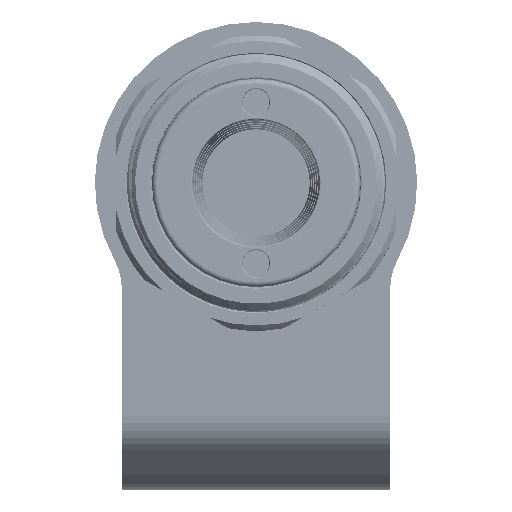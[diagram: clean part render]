
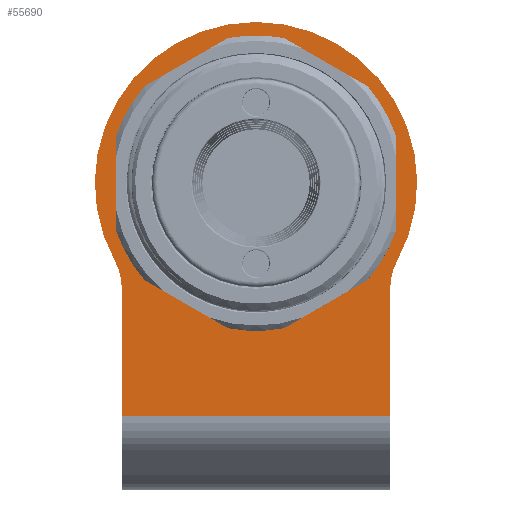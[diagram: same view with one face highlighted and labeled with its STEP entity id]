
A CAD part, top view. The second image highlights one B-rep face of the part: STEP entity #55690.
In plain terms, the highlighted planar face has unit normal (0, 0, 1).
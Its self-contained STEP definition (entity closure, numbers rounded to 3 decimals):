
#212 = PLANE ( 'NONE',  #99949 ) ;
#5240 = DIRECTION ( 'NONE',  ( -1., 0., 0. ) ) ;
#7599 = EDGE_CURVE ( 'NONE', #53031, #26557, #41523, .T. ) ;
#7849 = VECTOR ( 'NONE', #17303, 1000. ) ;
#8036 = LINE ( 'NONE', #96247, #7849 ) ;
#9122 = DIRECTION ( 'NONE',  ( 0., 0., -1. ) ) ;
#10878 = EDGE_CURVE ( 'NONE', #87128, #24932, #98257, .T. ) ;
#12261 = CARTESIAN_POINT ( 'NONE',  ( -25., 37.635, 0. ) ) ;
#16062 = CARTESIAN_POINT ( 'NONE',  ( 0., 57., 0. ) ) ;
#17303 = DIRECTION ( 'NONE',  ( 0., 1., 0. ) ) ;
#21578 = EDGE_CURVE ( 'NONE', #97811, #24932, #58618, .T. ) ;
#22758 = CIRCLE ( 'NONE', #70682, 24.25 ) ;
#24039 = DIRECTION ( 'NONE',  ( 1., 0., 0. ) ) ;
#24288 = CARTESIAN_POINT ( 'NONE',  ( -25., 37.635, 0. ) ) ;
#24932 = VERTEX_POINT ( 'NONE', #45331 ) ;
#25423 = CARTESIAN_POINT ( 'NONE',  ( 0., 57., 0. ) ) ;
#26557 = VERTEX_POINT ( 'NONE', #81500 ) ;
#31221 = VERTEX_POINT ( 'NONE', #88847 ) ;
#33329 = DIRECTION ( 'NONE',  ( 1., 0., 0. ) ) ;
#36422 = CARTESIAN_POINT ( 'NONE',  ( -35., 37.635, 0. ) ) ;
#37995 = CARTESIAN_POINT ( 'NONE',  ( 24.25, 57., 0. ) ) ;
#39288 = DIRECTION ( 'NONE',  ( 0., 0., -1. ) ) ;
#41523 = CIRCLE ( 'NONE', #48459, 30. ) ;
#44016 = FACE_OUTER_BOUND ( 'NONE', #76404, .T. ) ;
#44404 = DIRECTION ( 'NONE',  ( 1., 0., 0. ) ) ;
#44618 = FACE_BOUND ( 'NONE', #76499, .T. ) ;
#45331 = CARTESIAN_POINT ( 'NONE',  ( -25., 13.728, 0. ) ) ;
#46856 = CARTESIAN_POINT ( 'NONE',  ( 26.25, 42.476, 0. ) ) ;
#48069 = DIRECTION ( 'NONE',  ( 0., -1., 0. ) ) ;
#48459 = AXIS2_PLACEMENT_3D ( 'NONE', #16062, #71226, #24039 ) ;
#49547 = CIRCLE ( 'NONE', #79007, 10. ) ;
#51883 = CARTESIAN_POINT ( 'NONE',  ( 30., 13.728, 0. ) ) ;
#52007 = CIRCLE ( 'NONE', #97866, 10. ) ;
#53031 = VERTEX_POINT ( 'NONE', #46856 ) ;
#55512 = CARTESIAN_POINT ( 'NONE',  ( 30., 87., 0. ) ) ;
#55690 = ADVANCED_FACE ( 'NONE', ( #44016, #44618 ), #212, .F. ) ;
#56454 = CARTESIAN_POINT ( 'NONE',  ( 35., 37.635, 0. ) ) ;
#57224 = EDGE_CURVE ( 'NONE', #76616, #76616, #22758, .T. ) ;
#58618 = LINE ( 'NONE', #24288, #58951 ) ;
#58951 = VECTOR ( 'NONE', #48069, 1000. ) ;
#63469 = DIRECTION ( 'NONE',  ( -1., 0., 0. ) ) ;
#64419 = DIRECTION ( 'NONE',  ( -1., 0., 0. ) ) ;
#65820 = EDGE_CURVE ( 'NONE', #31221, #53031, #52007, .T. ) ;
#70682 = AXIS2_PLACEMENT_3D ( 'NONE', #25423, #80443, #33329 ) ;
#71226 = DIRECTION ( 'NONE',  ( 0., 0., 1. ) ) ;
#74649 = ORIENTED_EDGE ( 'NONE', *, *, #21578, .T. ) ;
#76309 = EDGE_CURVE ( 'NONE', #87128, #31221, #8036, .T. ) ;
#76404 = EDGE_LOOP ( 'NONE', ( #74649, #79515, #82070, #90402, #95595, #96779 ) ) ;
#76499 = EDGE_LOOP ( 'NONE', ( #98805 ) ) ;
#76616 = VERTEX_POINT ( 'NONE', #37995 ) ;
#79007 = AXIS2_PLACEMENT_3D ( 'NONE', #36422, #91342, #44404 ) ;
#79515 = ORIENTED_EDGE ( 'NONE', *, *, #10878, .F. ) ;
#80443 = DIRECTION ( 'NONE',  ( 0., 0., 1. ) ) ;
#81500 = CARTESIAN_POINT ( 'NONE',  ( -26.25, 42.476, 0. ) ) ;
#82070 = ORIENTED_EDGE ( 'NONE', *, *, #76309, .T. ) ;
#83512 = EDGE_CURVE ( 'NONE', #26557, #97811, #49547, .T. ) ;
#87128 = VERTEX_POINT ( 'NONE', #100055 ) ;
#88847 = CARTESIAN_POINT ( 'NONE',  ( 25., 37.635, 0. ) ) ;
#90402 = ORIENTED_EDGE ( 'NONE', *, *, #65820, .T. ) ;
#91342 = DIRECTION ( 'NONE',  ( 0., 0., -1. ) ) ;
#95595 = ORIENTED_EDGE ( 'NONE', *, *, #7599, .T. ) ;
#96247 = CARTESIAN_POINT ( 'NONE',  ( 25., 0., 0. ) ) ;
#96779 = ORIENTED_EDGE ( 'NONE', *, *, #83512, .T. ) ;
#97811 = VERTEX_POINT ( 'NONE', #12261 ) ;
#97866 = AXIS2_PLACEMENT_3D ( 'NONE', #56454, #9122, #64419 ) ;
#98150 = VECTOR ( 'NONE', #5240, 1000. ) ;
#98257 = LINE ( 'NONE', #51883, #98150 ) ;
#98805 = ORIENTED_EDGE ( 'NONE', *, *, #57224, .F. ) ;
#99949 = AXIS2_PLACEMENT_3D ( 'NONE', #55512, #39288, #63469 ) ;
#100055 = CARTESIAN_POINT ( 'NONE',  ( 25., 13.728, 0. ) ) ;
